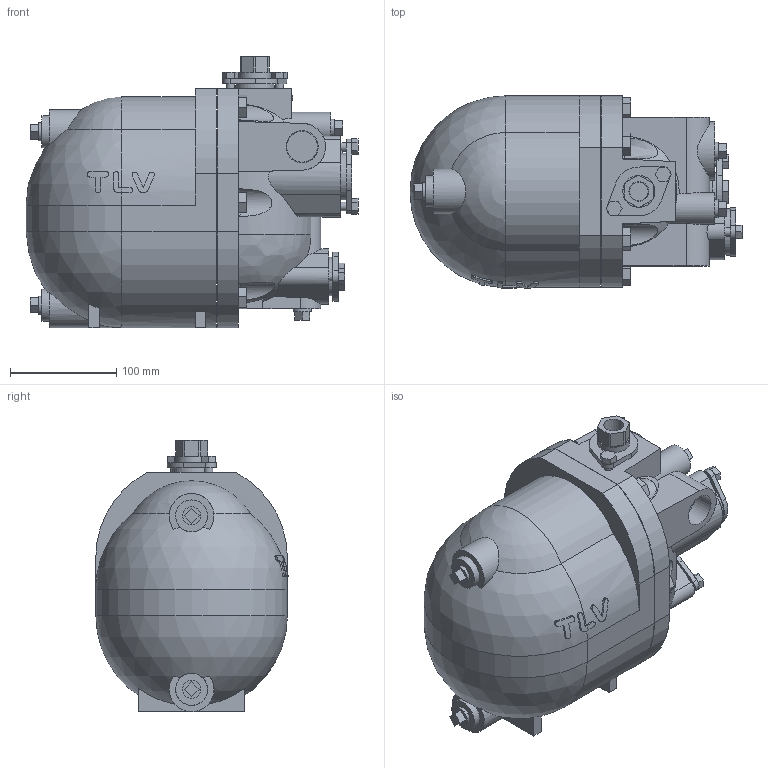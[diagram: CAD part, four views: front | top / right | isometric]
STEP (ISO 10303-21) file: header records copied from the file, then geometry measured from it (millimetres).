
FILE_DESCRIPTION((''),'2;1');
FILE_NAME('gt5c0-025-screw-00.stp','2009-08-28T13:42:49',('nakaot'),(''),'Autodesk Inventor 2008','Autodesk Inventor 2008','');
FILE_SCHEMA(('AUTOMOTIVE_DESIGN { 1 0 10303 214 1 1 1 1 }'));
Length unit declared in the file: millimetre
Products named in the file (1): gt5c0-025-screw-00
Bounding box: 312 x 180.76 x 255 mm (x, y, z)
Volume: 7149701.9 mm3; surface area: 315241.4 mm2
Topology: 1 solids, 1 shells, 362 faces, 946 edges, 616 vertices
Faces by surface type: plane 218, cylinder 71, bspline 61, sphere 11, cone 1
Full cylindrical faces by diameter (mm): 8 x4, 17 x5, 29 x1, 30 x4, 36 x2, 44 x1, 55 x1, 65.875 x1
Entity records: 12956 total; most frequent: CARTESIAN_POINT 4300, ORIENTED_EDGE 1806, DIRECTION 1693, EDGE_CURVE 903, VERTEX_POINT 604, VECTOR 583, LINE 583, AXIS2_PLACEMENT_3D 555
